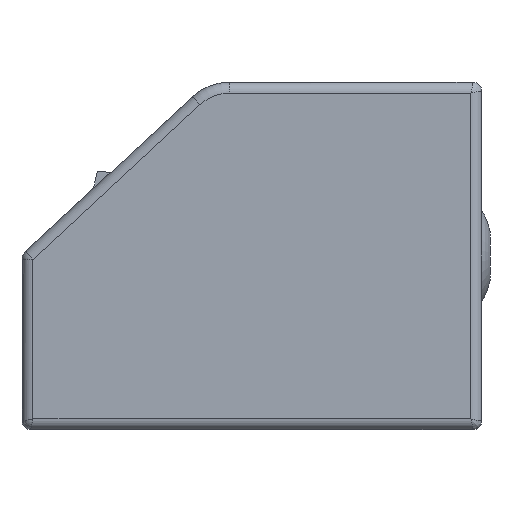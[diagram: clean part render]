
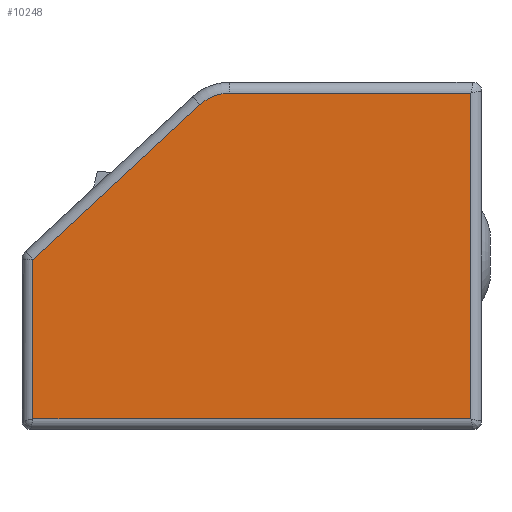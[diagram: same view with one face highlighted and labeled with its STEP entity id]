
A CAD part, left-side view. The second image highlights one B-rep face of the part: STEP entity #10248.
In plain terms, the highlighted planar face has unit normal (-1, 0, 0).
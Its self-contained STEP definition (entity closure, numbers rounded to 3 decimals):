
#396 = VERTEX_POINT ( 'NONE', #9452 ) ;
#479 = DIRECTION ( 'NONE',  ( 0., 0., 1. ) ) ;
#513 = CARTESIAN_POINT ( 'NONE',  ( -225.95, 8.279, -4.691 ) ) ;
#525 = CARTESIAN_POINT ( 'NONE',  ( -225.95, -41.238, -2.159 ) ) ;
#908 = VECTOR ( 'NONE', #1973, 1000. ) ;
#917 = LINE ( 'NONE', #10329, #908 ) ;
#1119 = ORIENTED_EDGE ( 'NONE', *, *, #2609, .T. ) ;
#1131 = ORIENTED_EDGE ( 'NONE', *, *, #1971, .T. ) ;
#1142 = ORIENTED_EDGE ( 'NONE', *, *, #2349, .T. ) ;
#1159 = ORIENTED_EDGE ( 'NONE', *, *, #2750, .T. ) ;
#1172 = VECTOR ( 'NONE', #479, 1000. ) ;
#1175 = ORIENTED_EDGE ( 'NONE', *, *, #3066, .T. ) ;
#1182 = ORIENTED_EDGE ( 'NONE', *, *, #3458, .T. ) ;
#1258 = LINE ( 'NONE', #525, #1172 ) ;
#1260 = ORIENTED_EDGE ( 'NONE', *, *, #3323, .T. ) ;
#1516 = EDGE_LOOP ( 'NONE', ( #1119, #1131, #1142, #1159, #1175, #1182, #1260 ) ) ;
#1626 = DIRECTION ( 'NONE',  ( 0., 0., -1. ) ) ;
#1634 = DIRECTION ( 'NONE',  ( -1., 0., 0. ) ) ;
#1636 = CARTESIAN_POINT ( 'NONE',  ( -225.95, 2.842, -10.559 ) ) ;
#1730 = DIRECTION ( 'NONE',  ( 1., 0., 0. ) ) ;
#1773 = CIRCLE ( 'NONE', #5699, 8. ) ;
#1971 = EDGE_CURVE ( 'NONE', #9036, #9703, #2521, .T. ) ;
#1973 = DIRECTION ( 'NONE',  ( 0., 0.734, -0.68 ) ) ;
#2184 = FACE_OUTER_BOUND ( 'NONE', #1516, .T. ) ;
#2349 = EDGE_CURVE ( 'NONE', #9703, #10039, #1773, .T. ) ;
#2519 = VECTOR ( 'NONE', #3240, 1000. ) ;
#2521 = LINE ( 'NONE', #3271, #2519 ) ;
#2609 = EDGE_CURVE ( 'NONE', #10450, #9036, #1258, .T. ) ;
#2750 = EDGE_CURVE ( 'NONE', #10039, #10166, #917, .T. ) ;
#3066 = EDGE_CURVE ( 'NONE', #10166, #10177, #10447, .T. ) ;
#3240 = DIRECTION ( 'NONE',  ( 0., 1., 0. ) ) ;
#3271 = CARTESIAN_POINT ( 'NONE',  ( -225.95, -11.838, -2.559 ) ) ;
#3323 = EDGE_CURVE ( 'NONE', #396, #10450, #9134, .T. ) ;
#3458 = EDGE_CURVE ( 'NONE', #10177, #396, #8219, .T. ) ;
#5699 = AXIS2_PLACEMENT_3D ( 'NONE', #1636, #1634, #1626 ) ;
#5785 = AXIS2_PLACEMENT_3D ( 'NONE', #8061, #1730, #7256 ) ;
#6047 = CARTESIAN_POINT ( 'NONE',  ( -225.95, -41.238, -62.059 ) ) ;
#6233 = CARTESIAN_POINT ( 'NONE',  ( -225.95, 38.741, -32.913 ) ) ;
#6432 = PLANE ( 'NONE',  #5785 ) ;
#6898 = AXIS2_PLACEMENT_3D ( 'NONE', #9667, #9602, #9628 ) ;
#6979 = CARTESIAN_POINT ( 'NONE',  ( -225.95, 2.842, -2.559 ) ) ;
#7256 = DIRECTION ( 'NONE',  ( 0., 0., -1. ) ) ;
#7891 = DIRECTION ( 'NONE',  ( 0., 0., -1. ) ) ;
#7922 = CARTESIAN_POINT ( 'NONE',  ( -225.95, 38.762, -32.962 ) ) ;
#7930 = CARTESIAN_POINT ( 'NONE',  ( -225.95, 38.762, -2.159 ) ) ;
#8061 = CARTESIAN_POINT ( 'NONE',  ( -225.95, -11.838, -2.159 ) ) ;
#8091 = CARTESIAN_POINT ( 'NONE',  ( -225.95, -41.238, -2.559 ) ) ;
#8219 = LINE ( 'NONE', #7930, #8344 ) ;
#8344 = VECTOR ( 'NONE', #7891, 1000. ) ;
#8561 = DIRECTION ( 'NONE',  ( 0., -1., 0. ) ) ;
#8669 = CARTESIAN_POINT ( 'NONE',  ( -225.95, -11.838, -62.059 ) ) ;
#9013 = VECTOR ( 'NONE', #8561, 1000. ) ;
#9036 = VERTEX_POINT ( 'NONE', #8091 ) ;
#9134 = LINE ( 'NONE', #8669, #9013 ) ;
#9452 = CARTESIAN_POINT ( 'NONE',  ( -225.95, 38.762, -62.059 ) ) ;
#9602 = DIRECTION ( 'NONE',  ( -1., 0., 0. ) ) ;
#9628 = DIRECTION ( 'NONE',  ( 0., 0., -1. ) ) ;
#9667 = CARTESIAN_POINT ( 'NONE',  ( -225.95, 38.695, -32.962 ) ) ;
#9703 = VERTEX_POINT ( 'NONE', #6979 ) ;
#10039 = VERTEX_POINT ( 'NONE', #513 ) ;
#10166 = VERTEX_POINT ( 'NONE', #6233 ) ;
#10177 = VERTEX_POINT ( 'NONE', #7922 ) ;
#10248 = ADVANCED_FACE ( 'NONE', ( #2184 ), #6432, .F. ) ;
#10329 = CARTESIAN_POINT ( 'NONE',  ( -225.95, -3.808, 6.508 ) ) ;
#10447 = CIRCLE ( 'NONE', #6898, 0.067 ) ;
#10450 = VERTEX_POINT ( 'NONE', #6047 ) ;
